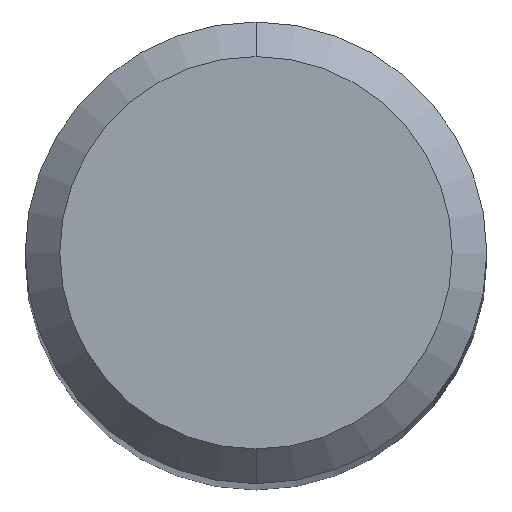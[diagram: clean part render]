
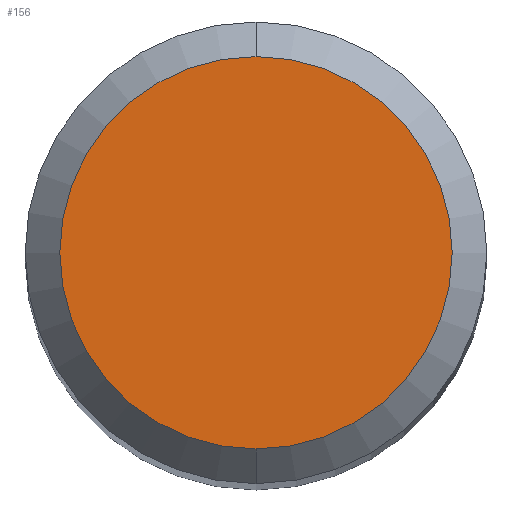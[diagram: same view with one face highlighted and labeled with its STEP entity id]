
A CAD part, top view. The second image highlights one B-rep face of the part: STEP entity #156.
In plain terms, the highlighted planar face has unit normal (0, 0, 1).
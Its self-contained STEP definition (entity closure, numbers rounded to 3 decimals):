
#108=EDGE_CURVE('',#146,#184,#264,.T.);
#124=EDGE_CURVE('',#184,#146,#281,.T.);
#146=VERTEX_POINT('',#305);
#156=ADVANCED_FACE('',(#316),#317,.T.);
#184=VERTEX_POINT('',#347);
#264=CIRCLE('',#429,1.7);
#281=CIRCLE('',#453,1.7);
#305=CARTESIAN_POINT('',(0.0,1.7,0.0));
#316=FACE_OUTER_BOUND('',#501,.T.);
#317=PLANE('',#502);
#347=CARTESIAN_POINT('',(0.,-1.7,0.0));
#429=AXIS2_PLACEMENT_3D('',#631,#632,#633);
#453=AXIS2_PLACEMENT_3D('',#650,#651,#652);
#501=EDGE_LOOP('',(#690,#691));
#502=AXIS2_PLACEMENT_3D('',#692,#693,#694);
#631=CARTESIAN_POINT('',(0.0,0.0,0.0));
#632=DIRECTION('',(0.0,0.0,-1.0));
#633=DIRECTION('',(0.0,1.0,0.0));
#650=CARTESIAN_POINT('',(0.0,0.0,0.0));
#651=DIRECTION('',(0.0,0.0,-1.0));
#652=DIRECTION('',(0.0,1.0,0.0));
#690=ORIENTED_EDGE('',*,*,#108,.F.);
#691=ORIENTED_EDGE('',*,*,#124,.F.);
#692=CARTESIAN_POINT('',(0.0,0.85,0.0));
#693=DIRECTION('',(-0.0,0.0,1.0));
#694=DIRECTION('',(0.0,-1.0,0.0));
